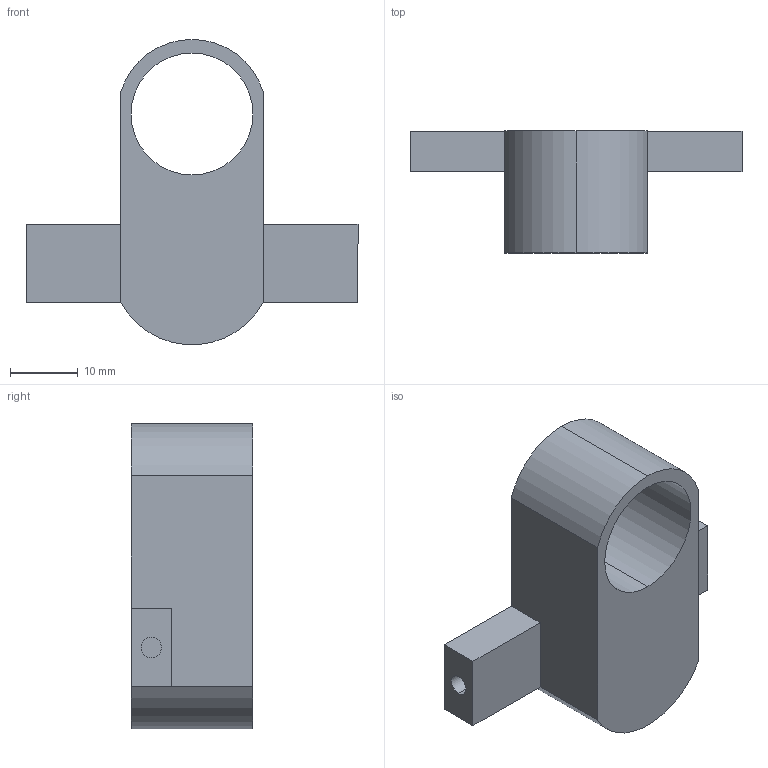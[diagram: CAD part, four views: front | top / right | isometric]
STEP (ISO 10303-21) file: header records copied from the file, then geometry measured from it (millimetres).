
FILE_DESCRIPTION (( 'STEP AP214' ), '1' );
FILE_NAME ('slider.STEP', '2024-04-07T20:21:09', ( '' ), ( '' ), 'SwSTEP 2.0', 'SolidWorks 2023', '' );
FILE_SCHEMA (( 'AUTOMOTIVE_DESIGN' ));
Length unit declared in the file: millimetre
Products named in the file (1): slider
Bounding box: 49 x 18 x 45.02 mm (x, y, z)
Volume: 12811.8 mm3; surface area: 5500.9 mm2
Topology: 1 solids, 1 shells, 28 faces, 67 edges, 44 vertices
Faces by surface type: plane 19, cylinder 9
Entity records: 840 total; most frequent: DIRECTION 143, CARTESIAN_POINT 140, ORIENTED_EDGE 134, EDGE_CURVE 67, VECTOR 49, LINE 49, AXIS2_PLACEMENT_3D 47, VERTEX_POINT 44
